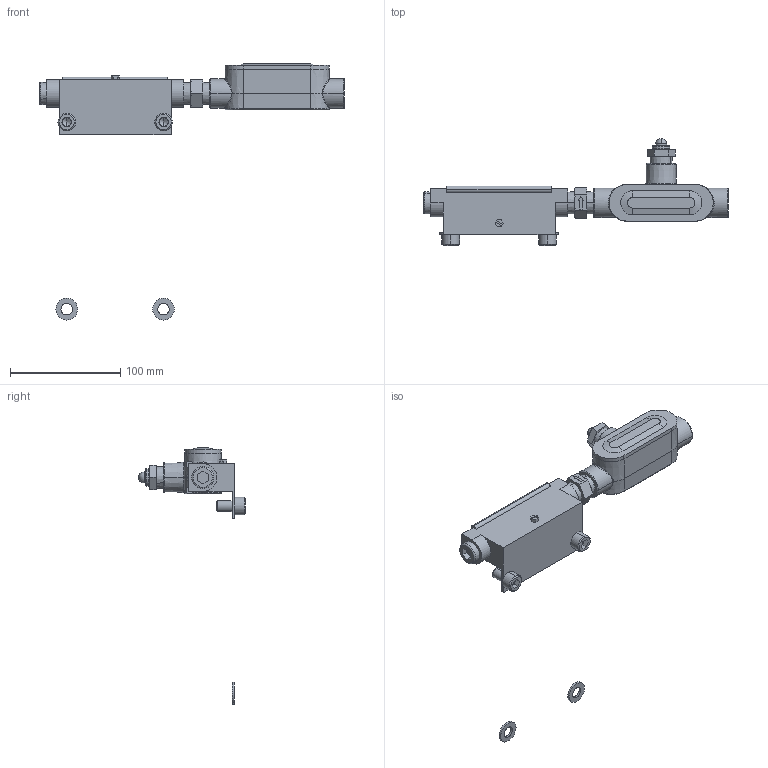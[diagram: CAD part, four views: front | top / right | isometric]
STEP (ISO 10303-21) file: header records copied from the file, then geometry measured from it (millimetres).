
FILE_DESCRIPTION (( 'STEP AP203' ), '1' );
FILE_NAME ('30664.120AC.STEP', '2016-11-09T18:54:06', ( '' ), ( '' ), 'SwSTEP 2.0', 'SolidWorks 2016', '' );
FILE_SCHEMA (( 'CONFIG_CONTROL_DESIGN' ));
Length unit declared in the file: inch
Products named in the file (15): 30545; 30533; 30188.100; 30162_B18.3.1M - 10 x 1.5 x 16 Hex SHCS -- 16NHX; 899298; 34627; 30188; 126574_12490; 30664.120AC; 30401; 30216; 30587; 30216-FLOAT; 30596; 30216-OPEN
Assembly tree (18 placements, depth 3):
  30664.120AC
    30587
    30596
    30545
    30188
      30188.100
      899298  x2
    30401
    30216-OPEN
      30216
      30216-FLOAT
    30533
    30162_B18.3.1M - 10 x 1.5 x 16 Hex SHCS -- 16NHX  x2
    34627  x2
    126574_12490  x2
Bounding box: 276.86 x 97.13 x 232.56 mm (x, y, z)
Volume: 150691.1 mm3; surface area: 90773.1 mm2
Topology: 16 solids, 17 shells, 441 faces, 1060 edges, 670 vertices
Faces by surface type: plane 200, cylinder 142, cone 50, torus 36, bspline 11, sphere 2
Entity records: 14211 total; most frequent: CARTESIAN_POINT 4080, DIRECTION 1807, ORIENTED_EDGE 1720, EDGE_CURVE 860, AXIS2_PLACEMENT_3D 705, VERTEX_POINT 546, EDGE_LOOP 410, LINE 397
